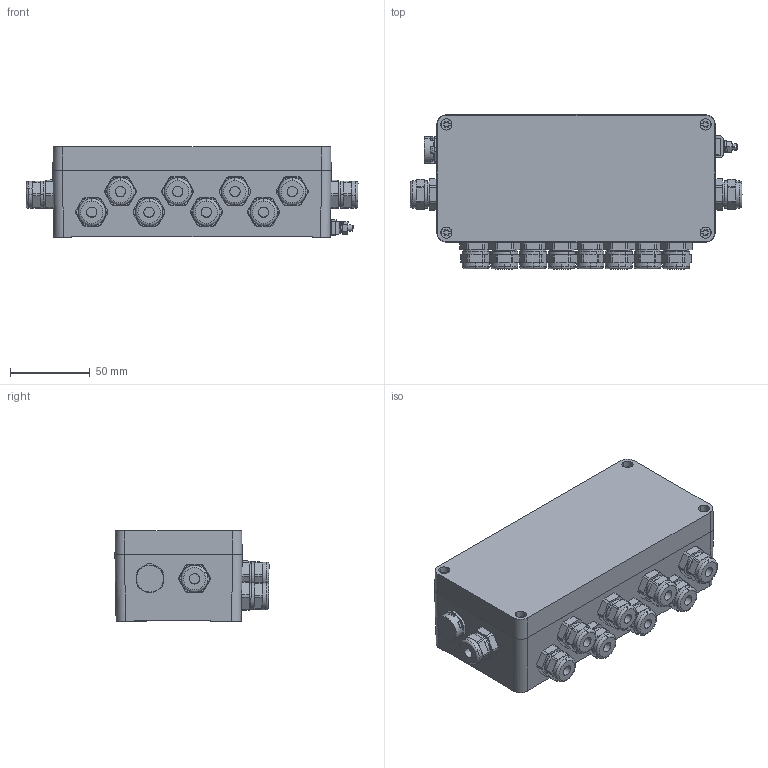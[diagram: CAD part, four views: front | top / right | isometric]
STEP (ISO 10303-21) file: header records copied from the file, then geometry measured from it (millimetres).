
FILE_DESCRIPTION(('CATIA V5 STEP Exchange','CAx-IF Rec.Pracs.--- Model Styling and Organization---1.4--- 2014-01-23'),'2;1');
FILE_NAME ('D1501158_1', '2024-04-24T09:46:13+00:00', ('none'), ('Weidmueller'), 'CATIA Version 5-6 Release 2016 SP3 HF44', 'CATIA V5 STEP AP214', 'none');
FILE_SCHEMA(('AUTOMOTIVE_DESIGN { 1 0 10303 214 1 1 1 1 }'));
Length unit declared in the file: millimetre
Products named in the file (1): S3D_FBCon_PA_CG_8way_XXX
Bounding box: 208.75 x 96.93 x 57 mm (x, y, z)
Volume: 819097.5 mm3; surface area: 71672.8 mm2
Topology: 1 solids, 1 shells, 758 faces, 2458 edges, 1748 vertices
Faces by surface type: plane 408, cylinder 264, extrusion 52, torus 20, cone 8, bspline 6
Entity records: 27148 total; most frequent: CARTESIAN_POINT 6392, ORIENTED_EDGE 4916, DIRECTION 2934, EDGE_CURVE 2458, VERTEX_POINT 1748, VECTOR 1585, LINE 1533, AXIS2_PLACEMENT_3D 998
